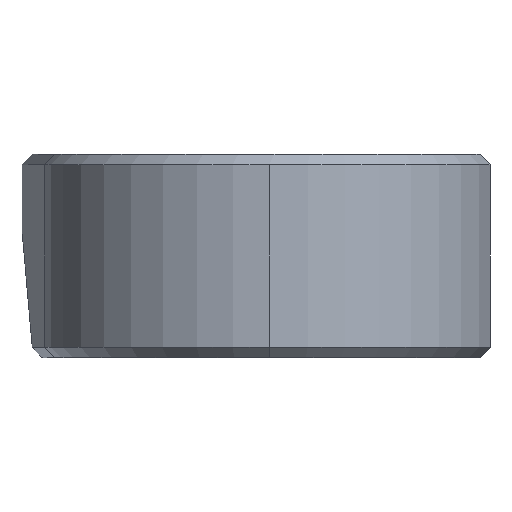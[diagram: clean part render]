
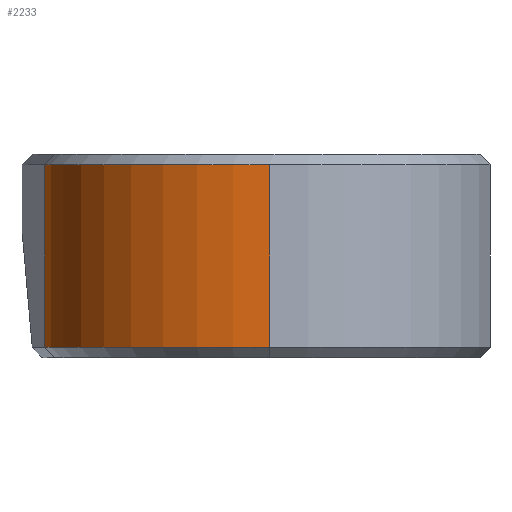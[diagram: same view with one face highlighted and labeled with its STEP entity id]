
A CAD part, left-side view. The second image highlights one B-rep face of the part: STEP entity #2233.
In plain terms, the highlighted cylindrical face has radius 36.001 mm (diameter 72.002 mm), a partial arc.
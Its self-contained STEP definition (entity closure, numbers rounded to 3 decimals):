
#332=CARTESIAN_POINT('',(-52.168,35.86,-23.4));
#333=VERTEX_POINT('',#332);
#334=CARTESIAN_POINT('',(-52.168,35.86,5.8));
#335=VERTEX_POINT('',#334);
#336=CARTESIAN_POINT('',(-52.168,35.86,-23.4));
#337=DIRECTION('',(0.,0.,1.));
#338=VECTOR('',#337,29.2);
#339=LINE('',#336,#338);
#340=EDGE_CURVE('',#333,#335,#339,.T.);
#622=CARTESIAN_POINT('',(-84.991,0.,5.8));
#623=VERTEX_POINT('',#622);
#624=CARTESIAN_POINT('',(-84.991,0.,-23.4));
#625=VERTEX_POINT('',#624);
#626=CARTESIAN_POINT('',(-84.991,0.,5.8));
#627=DIRECTION('',(-0.,-0.,-1.));
#628=VECTOR('',#627,29.2);
#629=LINE('',#626,#628);
#630=EDGE_CURVE('',#623,#625,#629,.T.);
#1418=CARTESIAN_POINT('',(-48.99,0.,5.8));
#1419=DIRECTION('',(-0.,-0.,1.));
#1420=DIRECTION('',(-1.,0.,0.));
#1421=AXIS2_PLACEMENT_3D('',#1418,#1419,#1420);
#1422=CIRCLE('',#1421,36.001);
#1423=EDGE_CURVE('',#335,#623,#1422,.T.);
#2216=CARTESIAN_POINT('',(-48.99,0.,-25.));
#2217=DIRECTION('',(0.,0.,1.));
#2218=DIRECTION('',(-1.,0.,0.));
#2219=AXIS2_PLACEMENT_3D('',#2216,#2217,#2218);
#2220=CYLINDRICAL_SURFACE('',#2219,36.001);
#2221=ORIENTED_EDGE('',*,*,#630,.F.);
#2222=ORIENTED_EDGE('',*,*,#1423,.F.);
#2223=ORIENTED_EDGE('',*,*,#340,.F.);
#2224=CARTESIAN_POINT('',(-48.99,0.,-23.4));
#2225=DIRECTION('',(-0.,-0.,-1.));
#2226=DIRECTION('',(1.,0.,-0.));
#2227=AXIS2_PLACEMENT_3D('',#2224,#2225,#2226);
#2228=CIRCLE('',#2227,36.001);
#2229=EDGE_CURVE('',#625,#333,#2228,.T.);
#2230=ORIENTED_EDGE('',*,*,#2229,.F.);
#2231=EDGE_LOOP('',(#2221,#2222,#2223,#2230));
#2232=FACE_BOUND('',#2231,.T.);
#2233=ADVANCED_FACE('',(#2232),#2220,.T.);
